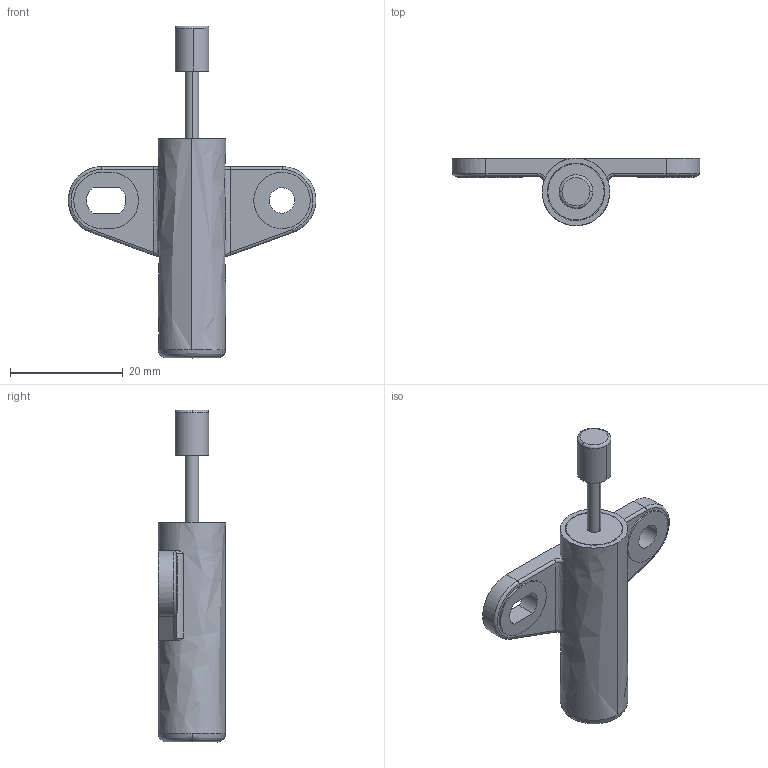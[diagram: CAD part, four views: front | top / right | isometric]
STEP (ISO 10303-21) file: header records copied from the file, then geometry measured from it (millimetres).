
FILE_DESCRIPTION((''),'2;1');
FILE_NAME('','2008-04-30T18:15:41',(''),(''),'','CADfix','');
FILE_SCHEMA(('AUTOMOTIVE_DESIGN { 1 0 10303 214 1 1 1 1 }'));
Length unit declared in the file: millimetre
Bounding box: 43.98 x 12 x 59 mm (x, y, z)
Volume: 5691.9 mm3; surface area: 3520.9 mm2
Topology: 3 solids, 3 shells, 79 faces, 217 edges, 150 vertices
Faces by surface type: bspline 79
Entity records: 3333 total; most frequent: CARTESIAN_POINT 2074, ORIENTED_EDGE 434, EDGE_CURVE 217, VERTEX_POINT 150, EDGE_LOOP 89, QUASI_UNIFORM_CURVE 81, FACE_OUTER_BOUND 79, ADVANCED_FACE 79
